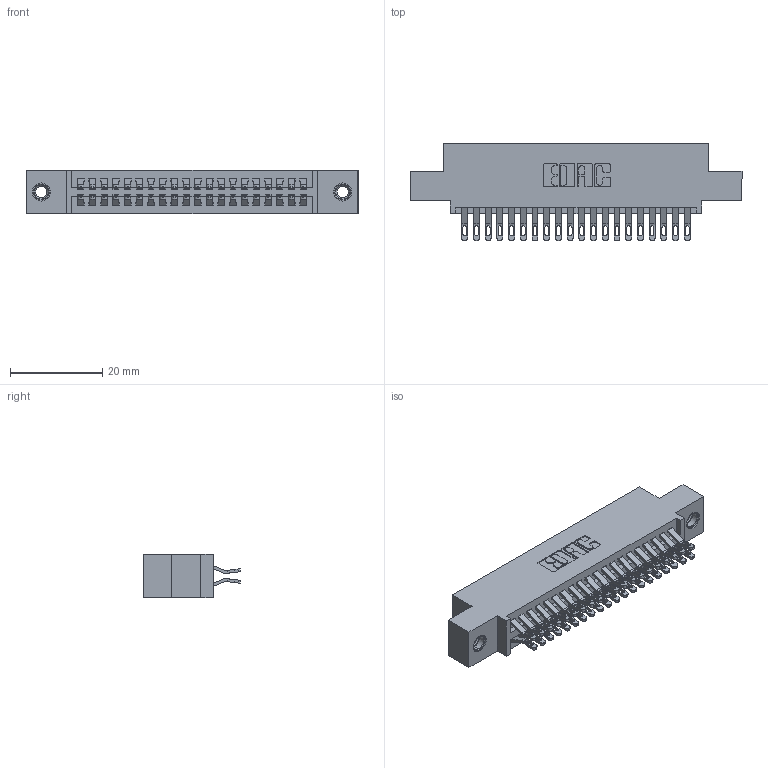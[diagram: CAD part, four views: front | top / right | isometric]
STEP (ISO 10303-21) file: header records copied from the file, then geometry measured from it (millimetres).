
FILE_DESCRIPTION (( 'STEP AP203' ), '1' );
FILE_NAME ('345-040-555-507.STEP', '2019-10-28T18:08:22', ( '' ), ( '' ), 'SwSTEP 2.0', 'SolidWorks 2016', '' );
FILE_SCHEMA (( 'CONFIG_CONTROL_DESIGN' ));
Length unit declared in the file: inch
Products named in the file (4): 345 Part_0.110 Offset - 0.156 Dia-TI; 345-250-001_345-250-005-103; 345-040-555-507; 345-292-001_555 Tail
Assembly tree (43 placements, depth 2):
  345-040-555-507
    345 Part_0.110 Offset - 0.156 Dia-TI
    345-292-001_555 Tail  x40
    345-250-001_345-250-005-103  x2
Bounding box: 72.01 x 21.13 x 9.4 mm (x, y, z)
Volume: 6820 mm3; surface area: 10179.2 mm2
Topology: 43 solids, 43 shells, 2430 faces, 7569 edges, 5038 vertices
Faces by surface type: plane 1356, cylinder 1058, cone 12, torus 4
Entity records: 20298 total; most frequent: CARTESIAN_POINT 3441, ORIENTED_EDGE 3338, DIRECTION 3055, EDGE_CURVE 1669, LINE 1417, VECTOR 1417, VERTEX_POINT 1108, AXIS2_PLACEMENT_3D 819
